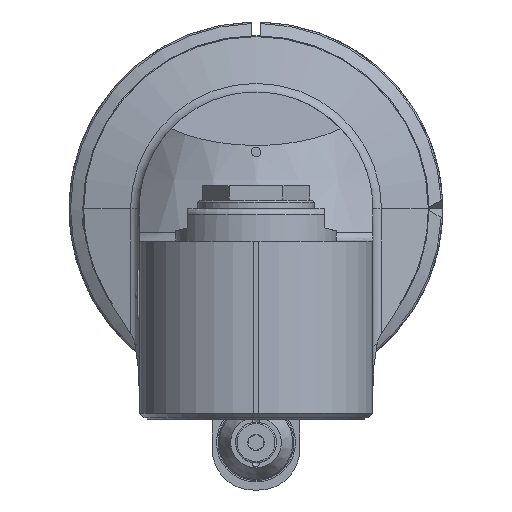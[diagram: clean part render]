
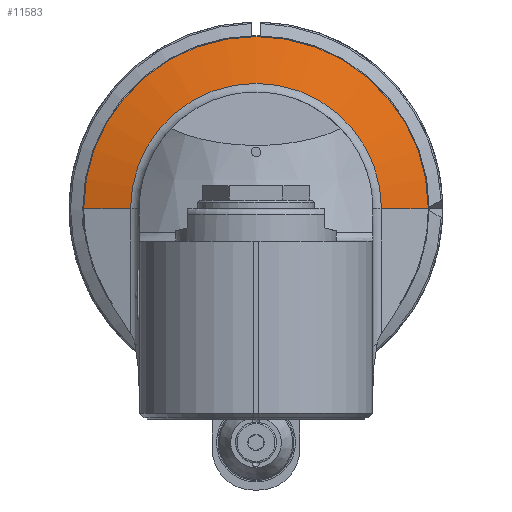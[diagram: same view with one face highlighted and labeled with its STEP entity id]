
A CAD part, front view. The second image highlights one B-rep face of the part: STEP entity #11583.
In plain terms, the highlighted conical face has half-angle 75 degrees and reference radius 50.982 mm.
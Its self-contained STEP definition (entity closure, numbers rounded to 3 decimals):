
#128=CONICAL_SURFACE('',#12636,50.982,1.309);
#1004=CIRCLE('',#12633,59.);
#1006=CIRCLE('',#12637,42.965);
#1566=FACE_OUTER_BOUND('',#2263,.T.);
#2263=EDGE_LOOP('',(#9485,#9486,#9487,#9488));
#3113=LINE('',#33256,#4035);
#3114=LINE('',#33259,#4036);
#4035=VECTOR('',#15025,16.601);
#4036=VECTOR('',#15028,16.601);
#5195=VERTEX_POINT('',#33246);
#5196=VERTEX_POINT('',#33248);
#5198=VERTEX_POINT('',#33255);
#5199=VERTEX_POINT('',#33257);
#6755=EDGE_CURVE('',#5196,#5195,#1004,.T.);
#6759=EDGE_CURVE('',#5195,#5198,#3113,.T.);
#6760=EDGE_CURVE('',#5199,#5198,#1006,.T.);
#6761=EDGE_CURVE('',#5199,#5196,#3114,.T.);
#9485=ORIENTED_EDGE('',*,*,#6755,.T.);
#9486=ORIENTED_EDGE('',*,*,#6759,.T.);
#9487=ORIENTED_EDGE('',*,*,#6760,.F.);
#9488=ORIENTED_EDGE('',*,*,#6761,.T.);
#11583=ADVANCED_FACE('',(#1566),#128,.T.);
#12633=AXIS2_PLACEMENT_3D('',#33249,#15016,#15017);
#12636=AXIS2_PLACEMENT_3D('',#33254,#15023,#15024);
#12637=AXIS2_PLACEMENT_3D('',#33258,#15026,#15027);
#15016=DIRECTION('center_axis',(1.,0.,0.));
#15017=DIRECTION('ref_axis',(0.,0.,1.));
#15023=DIRECTION('center_axis',(-1.,0.,0.));
#15024=DIRECTION('ref_axis',(0.,0.,1.));
#15025=DIRECTION('',(0.259,0.,0.966));
#15026=DIRECTION('center_axis',(1.,0.,0.));
#15027=DIRECTION('ref_axis',(0.,0.,1.));
#15028=DIRECTION('',(-0.259,0.,0.966));
#33246=CARTESIAN_POINT('',(31.84,0.,-59.));
#33248=CARTESIAN_POINT('',(31.84,0.,59.));
#33249=CARTESIAN_POINT('Origin',(31.84,0.,0.));
#33254=CARTESIAN_POINT('Origin',(33.988,0.,0.));
#33255=CARTESIAN_POINT('',(36.136,0.,-42.965));
#33256=CARTESIAN_POINT('',(31.84,0.,-59.));
#33257=CARTESIAN_POINT('',(36.136,0.,42.965));
#33258=CARTESIAN_POINT('Origin',(36.136,0.,0.));
#33259=CARTESIAN_POINT('',(36.136,0.,42.965));
